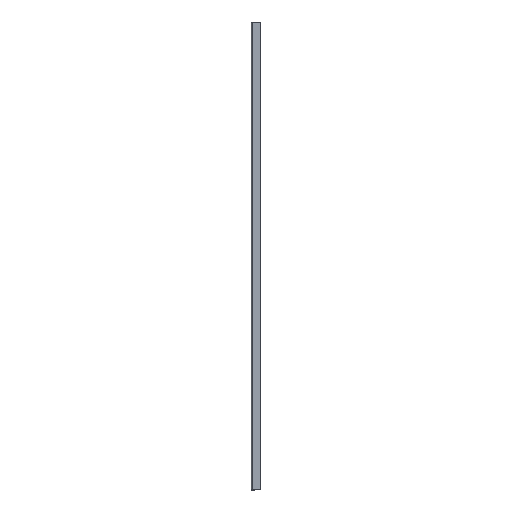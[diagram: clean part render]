
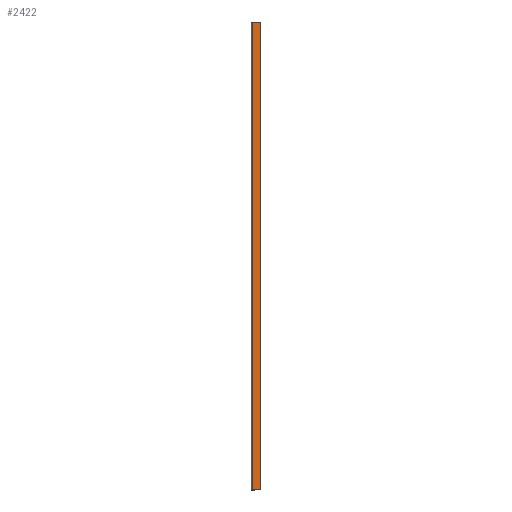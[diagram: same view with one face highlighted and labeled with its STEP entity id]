
A CAD part, left-side view. The second image highlights one B-rep face of the part: STEP entity #2422.
In plain terms, the highlighted planar face has unit normal (-1, 0, 0).
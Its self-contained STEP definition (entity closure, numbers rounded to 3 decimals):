
#1271 = FACE_OUTER_BOUND ( 'NONE', #30209, .T. ) ;
#1285 = CARTESIAN_POINT ( 'NONE',  ( -50., 2., 0. ) ) ;
#2422 = ADVANCED_FACE ( 'NONE', ( #1271 ), #11211, .T. ) ;
#2644 = LINE ( 'NONE', #22576, #10479 ) ;
#3343 = ORIENTED_EDGE ( 'NONE', *, *, #4787, .F. ) ;
#3866 = LINE ( 'NONE', #1285, #26073 ) ;
#4787 = EDGE_CURVE ( 'NONE', #6484, #11645, #12771, .T. ) ;
#6145 = LINE ( 'NONE', #16110, #29762 ) ;
#6292 = DIRECTION ( 'NONE',  ( -1., 0., 0. ) ) ;
#6484 = VERTEX_POINT ( 'NONE', #7083 ) ;
#7083 = CARTESIAN_POINT ( 'NONE',  ( -50., 2., 3000. ) ) ;
#8771 = DIRECTION ( 'NONE',  ( 0., 1., 0. ) ) ;
#8796 = DIRECTION ( 'NONE',  ( 0., 0., -1. ) ) ;
#10360 = ORIENTED_EDGE ( 'NONE', *, *, #16953, .T. ) ;
#10475 = CARTESIAN_POINT ( 'NONE',  ( -50., 0., 3000. ) ) ;
#10479 = VECTOR ( 'NONE', #27183, 1000. ) ;
#11211 = PLANE ( 'NONE',  #19189 ) ;
#11645 = VERTEX_POINT ( 'NONE', #10475 ) ;
#11877 = VERTEX_POINT ( 'NONE', #19075 ) ;
#12277 = ORIENTED_EDGE ( 'NONE', *, *, #14317, .F. ) ;
#12771 = LINE ( 'NONE', #22730, #30712 ) ;
#14317 = EDGE_CURVE ( 'NONE', #11645, #11877, #22511, .T. ) ;
#15365 = DIRECTION ( 'NONE',  ( 0., -1., 0. ) ) ;
#15498 = VECTOR ( 'NONE', #17438, 1000. ) ;
#16110 = CARTESIAN_POINT ( 'NONE',  ( -50., 0., 3000. ) ) ;
#16615 = LINE ( 'NONE', #31176, #30191 ) ;
#16953 = EDGE_CURVE ( 'NONE', #19697, #11877, #3866, .T. ) ;
#17438 = DIRECTION ( 'NONE',  ( 0., 0., -1. ) ) ;
#17738 = CARTESIAN_POINT ( 'NONE',  ( -50., 54., 3000. ) ) ;
#19075 = CARTESIAN_POINT ( 'NONE',  ( -50., 0., 0. ) ) ;
#19189 = AXIS2_PLACEMENT_3D ( 'NONE', #31134, #6292, #26264 ) ;
#19697 = VERTEX_POINT ( 'NONE', #28990 ) ;
#20629 = ORIENTED_EDGE ( 'NONE', *, *, #27699, .T. ) ;
#21880 = ORIENTED_EDGE ( 'NONE', *, *, #23172, .T. ) ;
#22129 = VERTEX_POINT ( 'NONE', #17738 ) ;
#22511 = LINE ( 'NONE', #27568, #15498 ) ;
#22576 = CARTESIAN_POINT ( 'NONE',  ( -50., 0., 0. ) ) ;
#22730 = CARTESIAN_POINT ( 'NONE',  ( -50., 0., 3000. ) ) ;
#23172 = EDGE_CURVE ( 'NONE', #22129, #28400, #16615, .T. ) ;
#24035 = CARTESIAN_POINT ( 'NONE',  ( -50., 54., 0. ) ) ;
#25762 = ORIENTED_EDGE ( 'NONE', *, *, #26021, .F. ) ;
#26021 = EDGE_CURVE ( 'NONE', #19697, #28400, #2644, .T. ) ;
#26073 = VECTOR ( 'NONE', #28373, 1000. ) ;
#26264 = DIRECTION ( 'NONE',  ( 0., 0., 1. ) ) ;
#27183 = DIRECTION ( 'NONE',  ( 0., 1., 0. ) ) ;
#27568 = CARTESIAN_POINT ( 'NONE',  ( -50., 0., 3000. ) ) ;
#27699 = EDGE_CURVE ( 'NONE', #6484, #22129, #6145, .T. ) ;
#28373 = DIRECTION ( 'NONE',  ( 0., -1., 0. ) ) ;
#28400 = VERTEX_POINT ( 'NONE', #24035 ) ;
#28990 = CARTESIAN_POINT ( 'NONE',  ( -50., 2., 0. ) ) ;
#29762 = VECTOR ( 'NONE', #8771, 1000. ) ;
#30191 = VECTOR ( 'NONE', #8796, 1000. ) ;
#30209 = EDGE_LOOP ( 'NONE', ( #25762, #10360, #12277, #3343, #20629, #21880 ) ) ;
#30712 = VECTOR ( 'NONE', #15365, 1000. ) ;
#31134 = CARTESIAN_POINT ( 'NONE',  ( -50., 0., 3000. ) ) ;
#31176 = CARTESIAN_POINT ( 'NONE',  ( -50., 54., 3000. ) ) ;
